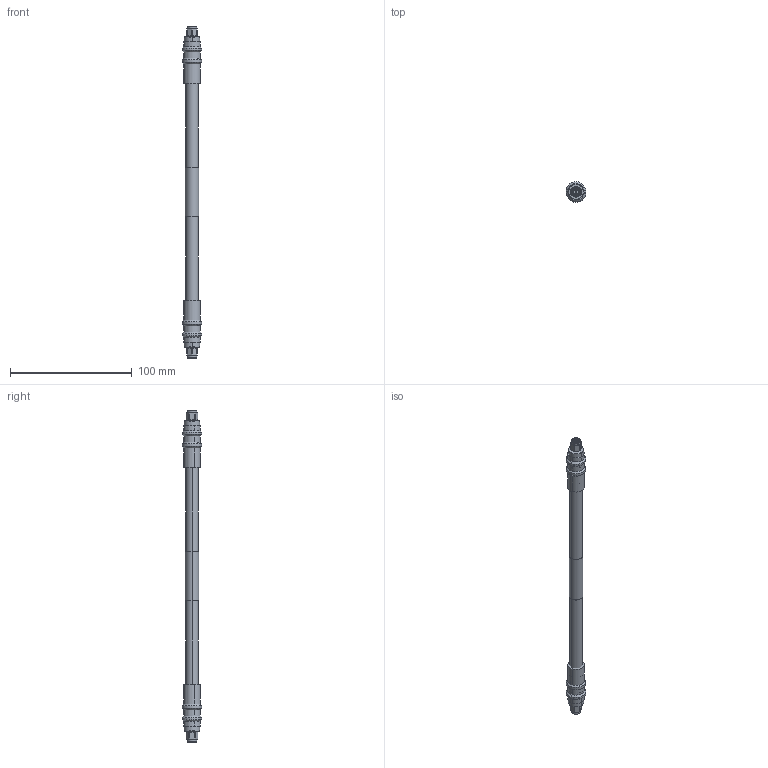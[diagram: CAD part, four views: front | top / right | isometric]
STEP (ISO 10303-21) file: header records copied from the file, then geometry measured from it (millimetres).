
FILE_DESCRIPTION (( 'STEP AP214' ), '1' );
FILE_NAME ('FMCA1144_3D.step', '2023-05-10T07:47:40', ( '' ), ( '' ), 'SwSTEP 2.0', 'SolidWorks 2022', '' );
FILE_SCHEMA (( 'AUTOMOTIVE_DESIGN' ));
Length unit declared in the file: inch
Products named in the file (8): TC-400-SM-X_body; TC-400-SM-X_ferrule; TC-400-SM-X_insulator; LMR-400-UF-FM_WITH LABEL; TC-400-SM-X_c-contact; FMCA1144_3D; TC-400-SM-X; Copy of HeatShrink_EZ-400-TM-X^FMCA1144
Assembly tree (9 placements, depth 3):
  FMCA1144_3D
    LMR-400-UF-FM_WITH LABEL
    TC-400-SM-X  x2
      TC-400-SM-X_body
      TC-400-SM-X_c-contact
      TC-400-SM-X_insulator
      TC-400-SM-X_ferrule
    Copy of HeatShrink_EZ-400-TM-X^FMCA1144  x2
Bounding box: 16.41 x 16.41 x 272.69 mm (x, y, z)
Volume: 34510.5 mm3; surface area: 17606.7 mm2
Topology: 11 solids, 11 shells, 324 faces, 664 edges, 392 vertices
Faces by surface type: cylinder 136, cone 116, plane 64, torus 4, sphere 4
Entity records: 4959 total; most frequent: DIRECTION 879, CARTESIAN_POINT 829, ORIENTED_EDGE 678, AXIS2_PLACEMENT_3D 372, EDGE_CURVE 339, VERTEX_POINT 202, CIRCLE 192, EDGE_LOOP 189
